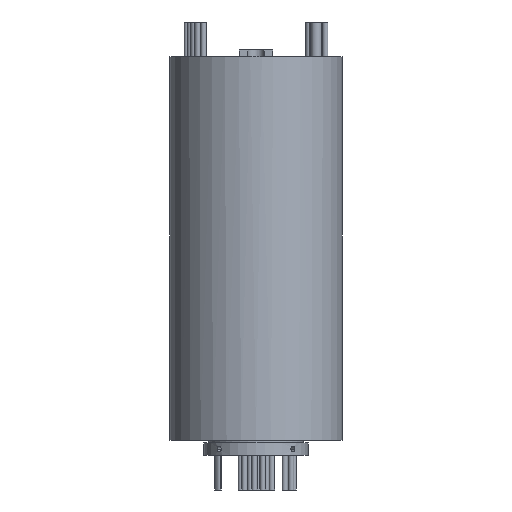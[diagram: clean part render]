
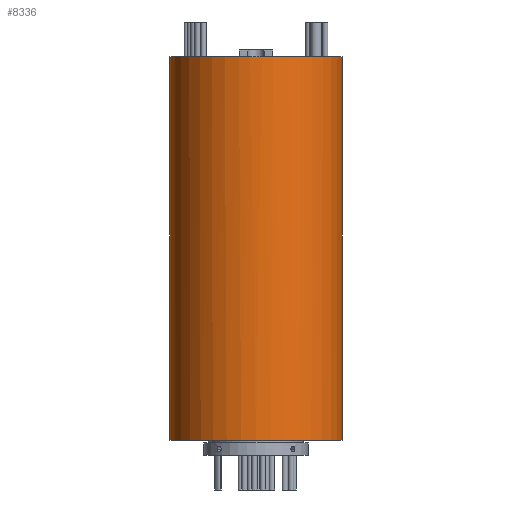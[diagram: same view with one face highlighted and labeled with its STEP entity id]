
A CAD part, front view. The second image highlights one B-rep face of the part: STEP entity #8336.
In plain terms, the highlighted cylindrical face has radius 49.5 mm (diameter 99 mm), a partial arc.
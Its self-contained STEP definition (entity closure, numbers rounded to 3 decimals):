
#5 = DIRECTION ( 'NONE',  ( 0., 0., 1. ) ) ;
#30 = VERTEX_POINT ( 'NONE', #1178 ) ;
#51 = AXIS2_PLACEMENT_3D ( 'NONE', #4364, #5, #5086 ) ;
#144 = VERTEX_POINT ( 'NONE', #6433 ) ;
#253 = CYLINDRICAL_SURFACE ( 'NONE', #7344, 49.5 ) ;
#334 = CIRCLE ( 'NONE', #51, 49.5 ) ;
#439 = EDGE_CURVE ( 'NONE', #7702, #144, #459, .T. ) ;
#459 = LINE ( 'NONE', #8594, #673 ) ;
#568 = DIRECTION ( 'NONE',  ( 0., 0., 1. ) ) ;
#673 = VECTOR ( 'NONE', #7392, 1000. ) ;
#717 = DIRECTION ( 'NONE',  ( 0., 0., 1. ) ) ;
#1052 = EDGE_CURVE ( 'NONE', #30, #3248, #2157, .T. ) ;
#1178 = CARTESIAN_POINT ( 'NONE',  ( -9.75, -48.53, 228.8 ) ) ;
#1430 = CARTESIAN_POINT ( 'NONE',  ( 0., 0., 228.8 ) ) ;
#1937 = CIRCLE ( 'NONE', #2086, 49.5 ) ;
#1995 = CARTESIAN_POINT ( 'NONE',  ( 0., 0., 228.8 ) ) ;
#2086 = AXIS2_PLACEMENT_3D ( 'NONE', #1430, #6568, #2171 ) ;
#2127 = CARTESIAN_POINT ( 'NONE',  ( 9.75, -48.53, 228.8 ) ) ;
#2157 = CIRCLE ( 'NONE', #5911, 49.5 ) ;
#2171 = DIRECTION ( 'NONE',  ( 1., 0., 0. ) ) ;
#2239 = LINE ( 'NONE', #4073, #2601 ) ;
#2316 = VERTEX_POINT ( 'NONE', #7485 ) ;
#2483 = ORIENTED_EDGE ( 'NONE', *, *, #4384, .F. ) ;
#2601 = VECTOR ( 'NONE', #9102, 1000. ) ;
#3003 = DIRECTION ( 'NONE',  ( 1., 0., 0. ) ) ;
#3248 = VERTEX_POINT ( 'NONE', #2127 ) ;
#4073 = CARTESIAN_POINT ( 'NONE',  ( 49.5, 0., 228.8 ) ) ;
#4364 = CARTESIAN_POINT ( 'NONE',  ( 0., 0., 228.8 ) ) ;
#4384 = EDGE_CURVE ( 'NONE', #2316, #5707, #2239, .T. ) ;
#4397 = FACE_OUTER_BOUND ( 'NONE', #4495, .T. ) ;
#4495 = EDGE_LOOP ( 'NONE', ( #2483, #7566, #6587, #4553, #6312, #7856 ) ) ;
#4553 = ORIENTED_EDGE ( 'NONE', *, *, #8843, .F. ) ;
#4724 = CIRCLE ( 'NONE', #6619, 49.5 ) ;
#4939 = CARTESIAN_POINT ( 'NONE',  ( 0., 0., 8.6 ) ) ;
#5086 = DIRECTION ( 'NONE',  ( 1., 0., 0. ) ) ;
#5670 = DIRECTION ( 'NONE',  ( 1., 0., 0. ) ) ;
#5707 = VERTEX_POINT ( 'NONE', #8101 ) ;
#5900 = DIRECTION ( 'NONE',  ( -1., 0., 0. ) ) ;
#5911 = AXIS2_PLACEMENT_3D ( 'NONE', #1995, #717, #3003 ) ;
#6312 = ORIENTED_EDGE ( 'NONE', *, *, #439, .T. ) ;
#6433 = CARTESIAN_POINT ( 'NONE',  ( -49.5, 0., 8.6 ) ) ;
#6568 = DIRECTION ( 'NONE',  ( 0., 0., 1. ) ) ;
#6587 = ORIENTED_EDGE ( 'NONE', *, *, #1052, .F. ) ;
#6619 = AXIS2_PLACEMENT_3D ( 'NONE', #4939, #568, #5670 ) ;
#6633 = CARTESIAN_POINT ( 'NONE',  ( 0., 0., 228.8 ) ) ;
#7344 = AXIS2_PLACEMENT_3D ( 'NONE', #6633, #7354, #5900 ) ;
#7354 = DIRECTION ( 'NONE',  ( 0., 0., -1. ) ) ;
#7392 = DIRECTION ( 'NONE',  ( 0., 0., -1. ) ) ;
#7485 = CARTESIAN_POINT ( 'NONE',  ( 49.5, 0., 228.8 ) ) ;
#7566 = ORIENTED_EDGE ( 'NONE', *, *, #8248, .F. ) ;
#7692 = EDGE_CURVE ( 'NONE', #144, #5707, #4724, .T. ) ;
#7702 = VERTEX_POINT ( 'NONE', #8537 ) ;
#7856 = ORIENTED_EDGE ( 'NONE', *, *, #7692, .T. ) ;
#8101 = CARTESIAN_POINT ( 'NONE',  ( 49.5, 0., 8.6 ) ) ;
#8248 = EDGE_CURVE ( 'NONE', #3248, #2316, #334, .T. ) ;
#8336 = ADVANCED_FACE ( 'NONE', ( #4397 ), #253, .T. ) ;
#8537 = CARTESIAN_POINT ( 'NONE',  ( -49.5, 0., 228.8 ) ) ;
#8594 = CARTESIAN_POINT ( 'NONE',  ( -49.5, 0., 228.8 ) ) ;
#8843 = EDGE_CURVE ( 'NONE', #7702, #30, #1937, .T. ) ;
#9102 = DIRECTION ( 'NONE',  ( 0., 0., -1. ) ) ;
